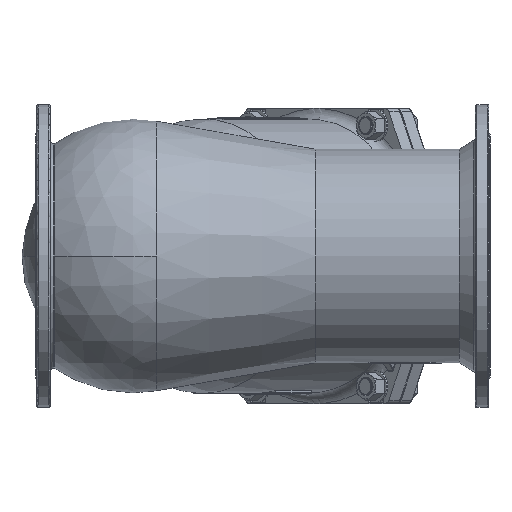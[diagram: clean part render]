
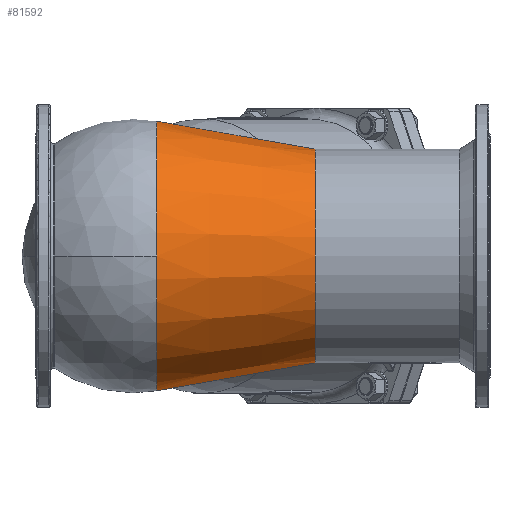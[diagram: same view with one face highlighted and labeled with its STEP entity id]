
A CAD part, front view. The second image highlights one B-rep face of the part: STEP entity #81592.
In plain terms, the highlighted conical face has half-angle 10 degrees and reference radius 237.339 mm.
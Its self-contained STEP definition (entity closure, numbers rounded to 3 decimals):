
#3085 = DIRECTION ( 'NONE',  ( -0.985, 0., 0.174 ) ) ;
#4669 = FACE_OUTER_BOUND ( 'NONE', #11326, .T. ) ;
#7388 = EDGE_CURVE ( 'NONE', #30325, #20719, #36679, .T. ) ;
#9856 = CARTESIAN_POINT ( 'NONE',  ( 212.849, 0., 237.339 ) ) ;
#11326 = EDGE_LOOP ( 'NONE', ( #81403, #15808, #48083, #38130, #11801 ) ) ;
#11801 = ORIENTED_EDGE ( 'NONE', *, *, #7388, .F. ) ;
#13863 = AXIS2_PLACEMENT_3D ( 'NONE', #29478, #55160, #73472 ) ;
#15232 = LINE ( 'NONE', #41726, #71681 ) ;
#15614 = VERTEX_POINT ( 'NONE', #61578 ) ;
#15808 = ORIENTED_EDGE ( 'NONE', *, *, #49281, .T. ) ;
#16366 = VERTEX_POINT ( 'NONE', #9856 ) ;
#20719 = VERTEX_POINT ( 'NONE', #22747 ) ;
#22693 = LINE ( 'NONE', #54565, #43921 ) ;
#22747 = CARTESIAN_POINT ( 'NONE',  ( 212.849, -237.339, 0. ) ) ;
#27123 = DIRECTION ( 'NONE',  ( 0., 0., 1. ) ) ;
#28601 = DIRECTION ( 'NONE',  ( -0.985, 0., -0.174 ) ) ;
#28943 = DIRECTION ( 'NONE',  ( -1., 0., 0. ) ) ;
#29219 = DIRECTION ( 'NONE',  ( 0., 0., 1. ) ) ;
#29478 = CARTESIAN_POINT ( 'NONE',  ( 212.849, 0., 0. ) ) ;
#30325 = VERTEX_POINT ( 'NONE', #57553 ) ;
#36245 = DIRECTION ( 'NONE',  ( -1., 0., 0. ) ) ;
#36679 = CIRCLE ( 'NONE', #60165, 237.339 ) ;
#38130 = ORIENTED_EDGE ( 'NONE', *, *, #80093, .F. ) ;
#40399 = CARTESIAN_POINT ( 'NONE',  ( 212.849, 0., 0. ) ) ;
#41647 = CARTESIAN_POINT ( 'NONE',  ( 212.849, 0., 0. ) ) ;
#41726 = CARTESIAN_POINT ( 'NONE',  ( 212.849, 0., 237.339 ) ) ;
#43921 = VECTOR ( 'NONE', #28601, 1000. ) ;
#44463 = VERTEX_POINT ( 'NONE', #56346 ) ;
#48083 = ORIENTED_EDGE ( 'NONE', *, *, #48695, .T. ) ;
#48695 = EDGE_CURVE ( 'NONE', #44463, #16366, #15232, .T. ) ;
#49281 = EDGE_CURVE ( 'NONE', #15614, #44463, #59599, .T. ) ;
#52161 = AXIS2_PLACEMENT_3D ( 'NONE', #40399, #78118, #27123 ) ;
#53100 = CONICAL_SURFACE ( 'NONE', #13863, 237.339, 0.175 ) ;
#54565 = CARTESIAN_POINT ( 'NONE',  ( 212.849, 0., -237.339 ) ) ;
#55160 = DIRECTION ( 'NONE',  ( -1., 0., 0. ) ) ;
#56091 = EDGE_CURVE ( 'NONE', #15614, #30325, #22693, .T. ) ;
#56346 = CARTESIAN_POINT ( 'NONE',  ( 492.663, 0., 188. ) ) ;
#57553 = CARTESIAN_POINT ( 'NONE',  ( 212.849, 0., -237.339 ) ) ;
#59599 = CIRCLE ( 'NONE', #69824, 188. ) ;
#60165 = AXIS2_PLACEMENT_3D ( 'NONE', #41647, #28943, #29219 ) ;
#61578 = CARTESIAN_POINT ( 'NONE',  ( 492.663, 0., -188. ) ) ;
#68132 = CARTESIAN_POINT ( 'NONE',  ( 492.663, 0., 0. ) ) ;
#69824 = AXIS2_PLACEMENT_3D ( 'NONE', #68132, #36245, #81298 ) ;
#71681 = VECTOR ( 'NONE', #3085, 1000. ) ;
#73472 = DIRECTION ( 'NONE',  ( 0., 0., 1. ) ) ;
#78118 = DIRECTION ( 'NONE',  ( -1., 0., 0. ) ) ;
#80093 = EDGE_CURVE ( 'NONE', #20719, #16366, #82367, .T. ) ;
#81298 = DIRECTION ( 'NONE',  ( 0., 0., 1. ) ) ;
#81403 = ORIENTED_EDGE ( 'NONE', *, *, #56091, .F. ) ;
#81592 = ADVANCED_FACE ( 'NONE', ( #4669 ), #53100, .T. ) ;
#82367 = CIRCLE ( 'NONE', #52161, 237.339 ) ;
